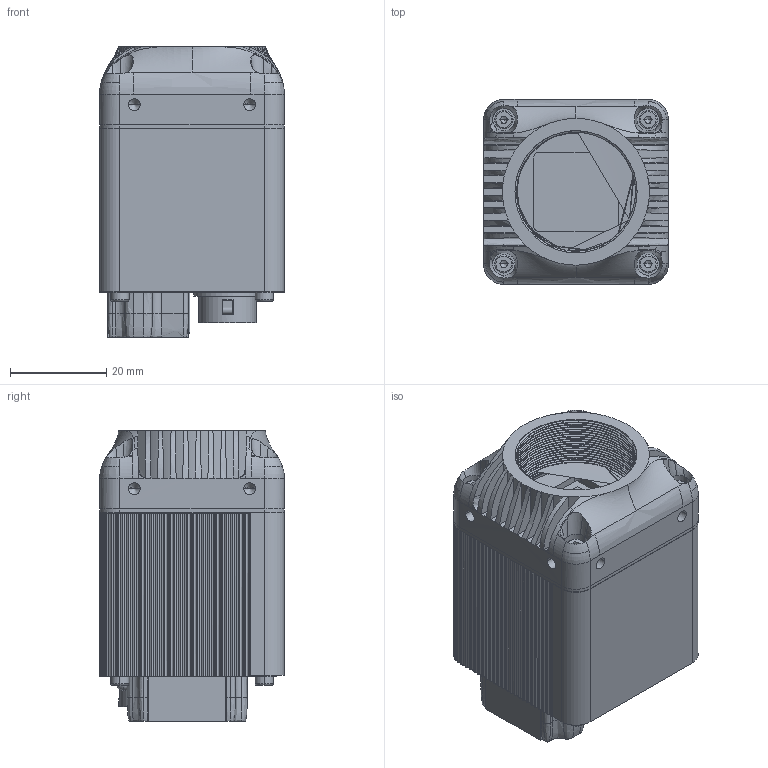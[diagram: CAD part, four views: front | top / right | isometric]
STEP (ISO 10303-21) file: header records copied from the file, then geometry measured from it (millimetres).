
FILE_DESCRIPTION (( 'STEP AP214' ), '1' );
FILE_NAME ('B80-GE-Íâ·¢´øcmos.STEP', '2023-06-19T08:07:16', ( '' ), ( '' ), 'SwSTEP 2.0', 'SolidWorks 2019', '' );
FILE_SCHEMA (( 'AUTOMOTIVE_DESIGN' ));
Length unit declared in the file: millimetre
Products named in the file (1): B80-GE-俋楷湍cmos
Bounding box: 38.41 x 38.4 x 60.5 mm (x, y, z)
Volume: 71032.3 mm3; surface area: 34961.3 mm2
Topology: 27 solids, 31 shells, 2508 faces, 6488 edges, 4038 vertices
Faces by surface type: plane 1324, cylinder 906, bspline 136, cone 102, sphere 22, torus 18
Entity records: 122731 total; most frequent: CARTESIAN_POINT 34737, ORIENTED_EDGE 12870, DIRECTION 12144, EDGE_CURVE 6435, AXIS2_PLACEMENT_3D 4149, VERTEX_POINT 4036, VECTOR 3846, LINE 3846
